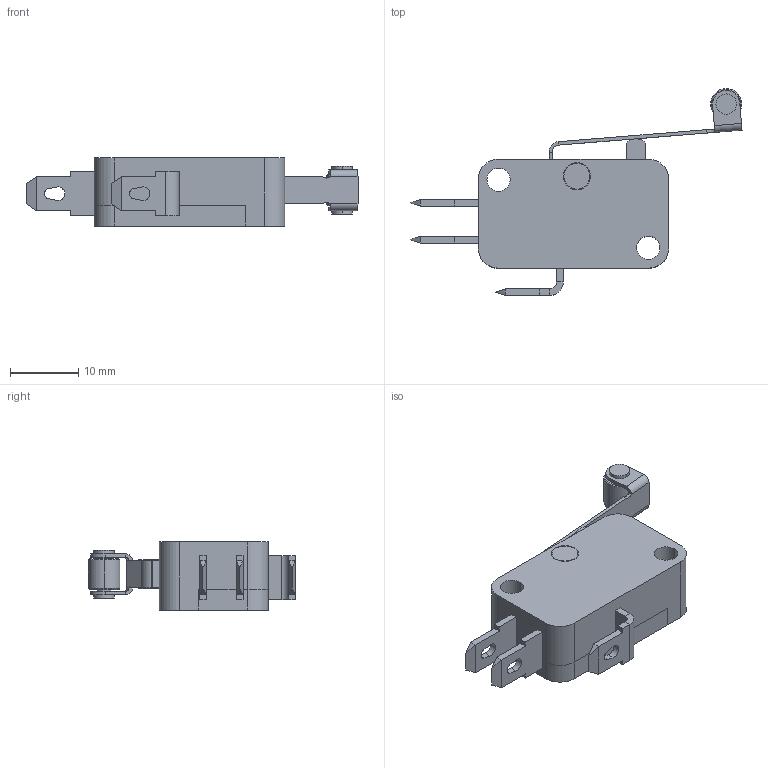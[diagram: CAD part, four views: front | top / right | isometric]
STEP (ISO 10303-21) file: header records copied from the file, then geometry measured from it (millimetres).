
FILE_DESCRIPTION (( 'STEP AP214' ), '1' );
FILE_NAME ('Assembly - V-156-1C25 micro switch (Idle).STEP', '2019-09-21T11:39:19', ( '' ), ( '' ), 'SwSTEP 2.0', 'SolidWorks 2018', '' );
FILE_SCHEMA (( 'AUTOMOTIVE_DESIGN' ));
Length unit declared in the file: millimetre
Products named in the file (10): Arm; Rivet - long; Roll; Connector - bent; Rivet - short; Connector - straight; Switch; Cover; Assembly - V-156-1C25 micro switch (Idle); Body
Assembly tree (10 placements, depth 2):
  Assembly - V-156-1C25 micro switch (Idle)
    Body
    Cover
    Connector - straight  x2
    Connector - bent
    Switch
    Rivet - long
    Arm
    Roll
    Rivet - short
Bounding box: 48.75 x 30.4 x 10 mm (x, y, z)
Volume: 2049.1 mm3; surface area: 4641.5 mm2
Topology: 10 solids, 10 shells, 266 faces, 657 edges, 417 vertices
Faces by surface type: plane 173, cylinder 83, cone 8, sphere 2
Entity records: 7741 total; most frequent: DIRECTION 1309, CARTESIAN_POINT 1263, ORIENTED_EDGE 1226, EDGE_CURVE 613, VECTOR 439, LINE 439, AXIS2_PLACEMENT_3D 435, VERTEX_POINT 389
